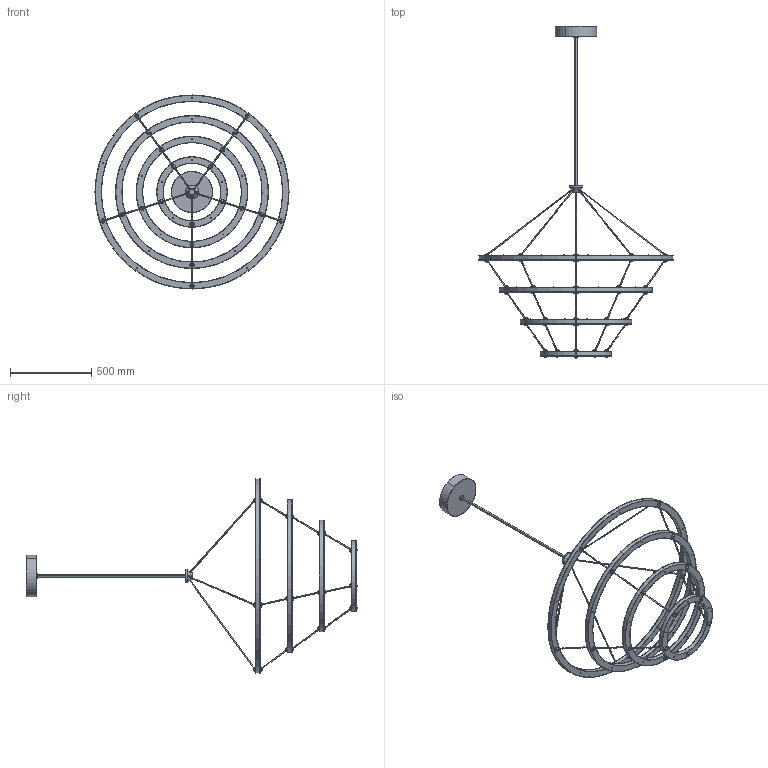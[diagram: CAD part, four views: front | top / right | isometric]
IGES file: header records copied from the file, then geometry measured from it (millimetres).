
Start section: SolidWorks IGES file using analytic representation for surfaces
Global section: file name: HALOC4_01_Halo Chandelier - 4 Rings.IGS; native system: SolidWorks 2015; preprocessor: SolidWorks 2015; author: Design; date: 190613.162525; units: millimetre
Bounding box: 1195.39 x 2045 x 1195.39 mm (x, y, z)
Surface area: 1728846.2 mm2 (no closed solid volume)
Topology: 0 solids, 0 shells, 859 faces, 17978 edges, 17978 vertices
Faces by surface type: bspline 435, revolution 424
